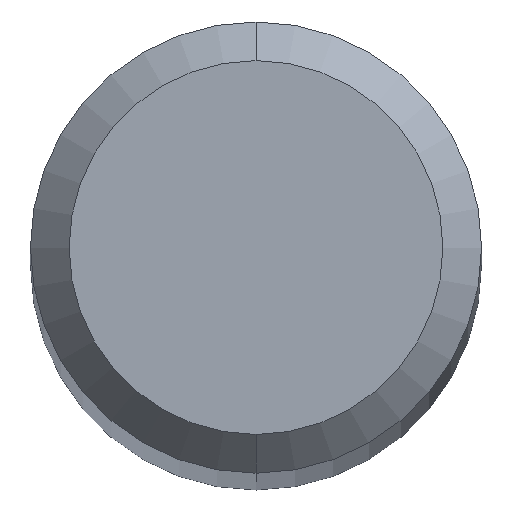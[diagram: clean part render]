
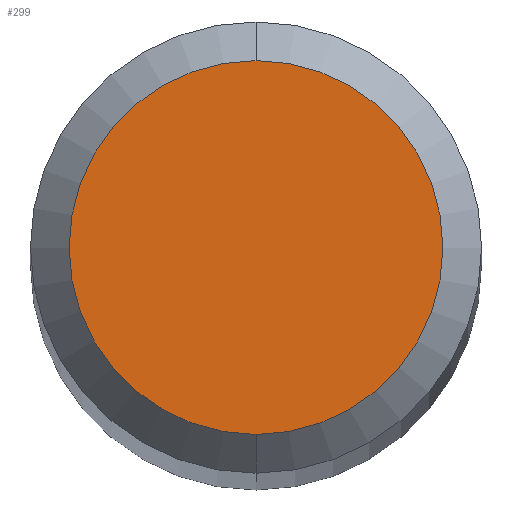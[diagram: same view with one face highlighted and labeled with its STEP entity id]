
A CAD part, top view. The second image highlights one B-rep face of the part: STEP entity #299.
In plain terms, the highlighted planar face has unit normal (0, 0, 1).
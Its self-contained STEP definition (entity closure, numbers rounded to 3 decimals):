
#291=EDGE_CURVE('',#533,#447,#685,.T.);
#299=ADVANCED_FACE('',(#694),#695,.T.);
#447=VERTEX_POINT('',#861);
#489=EDGE_CURVE('',#447,#533,#905,.T.);
#533=VERTEX_POINT('',#954);
#685=CIRCLE('',#1198,1.45);
#694=FACE_OUTER_BOUND('',#1208,.T.);
#695=PLANE('',#1209);
#861=CARTESIAN_POINT('',(0.0,1.45,0.0));
#905=CIRCLE('',#1594,1.45);
#954=CARTESIAN_POINT('',(0.,-1.45,0.0));
#1198=AXIS2_PLACEMENT_3D('',#1861,#1862,#1863);
#1208=EDGE_LOOP('',(#1877,#1878));
#1209=AXIS2_PLACEMENT_3D('',#1879,#1880,#1881);
#1594=AXIS2_PLACEMENT_3D('',#2137,#2138,#2139);
#1861=CARTESIAN_POINT('',(0.0,0.0,0.0));
#1862=DIRECTION('',(0.0,0.0,-1.0));
#1863=DIRECTION('',(0.0,1.0,0.0));
#1877=ORIENTED_EDGE('',*,*,#489,.F.);
#1878=ORIENTED_EDGE('',*,*,#291,.F.);
#1879=CARTESIAN_POINT('',(0.0,0.725,0.0));
#1880=DIRECTION('',(-0.0,0.0,1.0));
#1881=DIRECTION('',(0.0,-1.0,0.0));
#2137=CARTESIAN_POINT('',(0.0,0.0,0.0));
#2138=DIRECTION('',(0.0,0.0,-1.0));
#2139=DIRECTION('',(0.0,1.0,0.0));
